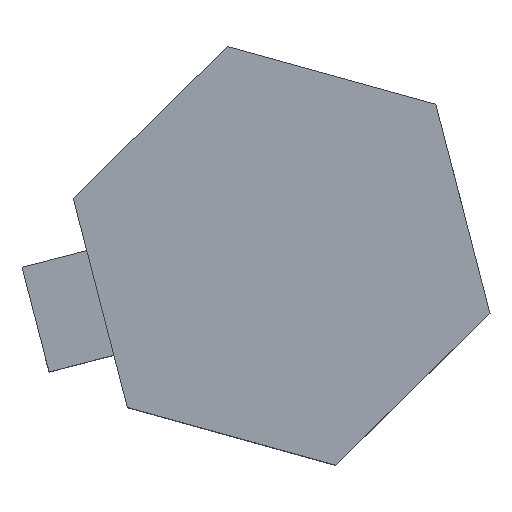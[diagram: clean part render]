
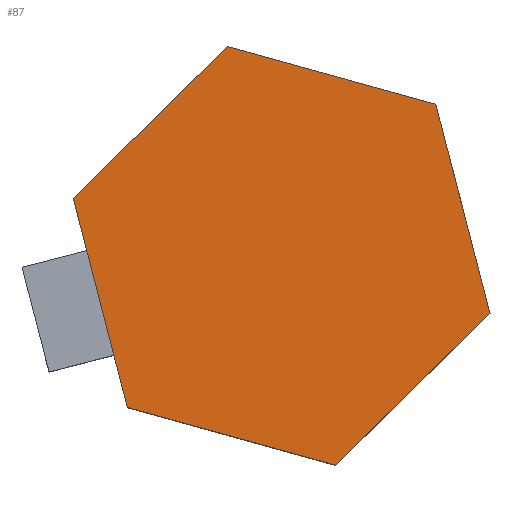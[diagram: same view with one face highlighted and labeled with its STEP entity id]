
A CAD part, top view. The second image highlights one B-rep face of the part: STEP entity #87.
In plain terms, the highlighted planar face has unit normal (0, 0, 1).
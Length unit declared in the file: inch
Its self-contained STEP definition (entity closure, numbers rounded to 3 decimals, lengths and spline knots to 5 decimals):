
#9 = CARTESIAN_POINT ( 'NONE',  ( 0.55674, -1.82426, 2. ) ) ;
#10 = CARTESIAN_POINT ( 'NONE',  ( 0.55674, -1.82426, 2. ) ) ;
#25 = ORIENTED_EDGE ( 'NONE', *, *, #258, .T. ) ;
#28 = AXIS2_PLACEMENT_3D ( 'NONE', #32, #305, #67 ) ;
#32 = CARTESIAN_POINT ( 'NONE',  ( 0., 0., 2. ) ) ;
#44 = DIRECTION ( 'NONE',  ( 0.25, -0.968, 0. ) ) ;
#49 = LINE ( 'NONE', #195, #254 ) ;
#50 = VERTEX_POINT ( 'NONE', #60 ) ;
#51 = PLANE ( 'NONE',  #28 ) ;
#56 = EDGE_CURVE ( 'NONE', #210, #414, #312, .T. ) ;
#60 = CARTESIAN_POINT ( 'NONE',  ( -1.87151, 0.64629, 2. ) ) ;
#61 = LINE ( 'NONE', #10, #167 ) ;
#67 = DIRECTION ( 'NONE',  ( 1., 0., 0. ) ) ;
#84 = DIRECTION ( 'NONE',  ( 0.713, 0.701, 0. ) ) ;
#87 = ADVANCED_FACE ( 'NONE', ( #417 ), #51, .T. ) ;
#90 = VECTOR ( 'NONE', #175, 39.37008 ) ;
#99 = VERTEX_POINT ( 'NONE', #272 ) ;
#105 = LINE ( 'NONE', #110, #237 ) ;
#110 = CARTESIAN_POINT ( 'NONE',  ( -0.44513, 2.04824, 2. ) ) ;
#128 = VERTEX_POINT ( 'NONE', #9 ) ;
#129 = CARTESIAN_POINT ( 'NONE',  ( 1.48218, 1.51393, 2. ) ) ;
#141 = DIRECTION ( 'NONE',  ( -0.25, 0.968, 0. ) ) ;
#143 = CARTESIAN_POINT ( 'NONE',  ( -1.37057, -1.28996, 2. ) ) ;
#146 = ORIENTED_EDGE ( 'NONE', *, *, #333, .T. ) ;
#155 = EDGE_CURVE ( 'NONE', #251, #128, #442, .T. ) ;
#156 = ORIENTED_EDGE ( 'NONE', *, *, #329, .T. ) ;
#167 = VECTOR ( 'NONE', #84, 39.37008 ) ;
#171 = ORIENTED_EDGE ( 'NONE', *, *, #56, .T. ) ;
#175 = DIRECTION ( 'NONE',  ( -0.964, 0.267, 0. ) ) ;
#182 = LINE ( 'NONE', #423, #396 ) ;
#195 = CARTESIAN_POINT ( 'NONE',  ( 1.98311, -0.42231, 2. ) ) ;
#210 = VERTEX_POINT ( 'NONE', #337 ) ;
#228 = EDGE_CURVE ( 'NONE', #128, #99, #61, .T. ) ;
#235 = EDGE_LOOP ( 'NONE', ( #25, #455, #248, #156, #171, #146 ) ) ;
#237 = VECTOR ( 'NONE', #271, 39.37008 ) ;
#248 = ORIENTED_EDGE ( 'NONE', *, *, #228, .T. ) ;
#251 = VERTEX_POINT ( 'NONE', #143 ) ;
#254 = VECTOR ( 'NONE', #141, 39.37008 ) ;
#258 = EDGE_CURVE ( 'NONE', #50, #251, #182, .T. ) ;
#271 = DIRECTION ( 'NONE',  ( -0.713, -0.701, 0. ) ) ;
#272 = CARTESIAN_POINT ( 'NONE',  ( 1.98311, -0.42231, 2. ) ) ;
#305 = DIRECTION ( 'NONE',  ( 0., 0., 1. ) ) ;
#312 = LINE ( 'NONE', #129, #90 ) ;
#329 = EDGE_CURVE ( 'NONE', #99, #210, #49, .T. ) ;
#333 = EDGE_CURVE ( 'NONE', #414, #50, #105, .T. ) ;
#337 = CARTESIAN_POINT ( 'NONE',  ( 1.48218, 1.51393, 2. ) ) ;
#396 = VECTOR ( 'NONE', #44, 39.37008 ) ;
#400 = CARTESIAN_POINT ( 'NONE',  ( -1.37057, -1.28996, 2. ) ) ;
#414 = VERTEX_POINT ( 'NONE', #434 ) ;
#417 = FACE_OUTER_BOUND ( 'NONE', #235, .T. ) ;
#418 = VECTOR ( 'NONE', #431, 39.37008 ) ;
#423 = CARTESIAN_POINT ( 'NONE',  ( -1.87151, 0.64629, 2. ) ) ;
#431 = DIRECTION ( 'NONE',  ( 0.964, -0.267, 0. ) ) ;
#434 = CARTESIAN_POINT ( 'NONE',  ( -0.44513, 2.04824, 2. ) ) ;
#442 = LINE ( 'NONE', #400, #418 ) ;
#455 = ORIENTED_EDGE ( 'NONE', *, *, #155, .T. ) ;
